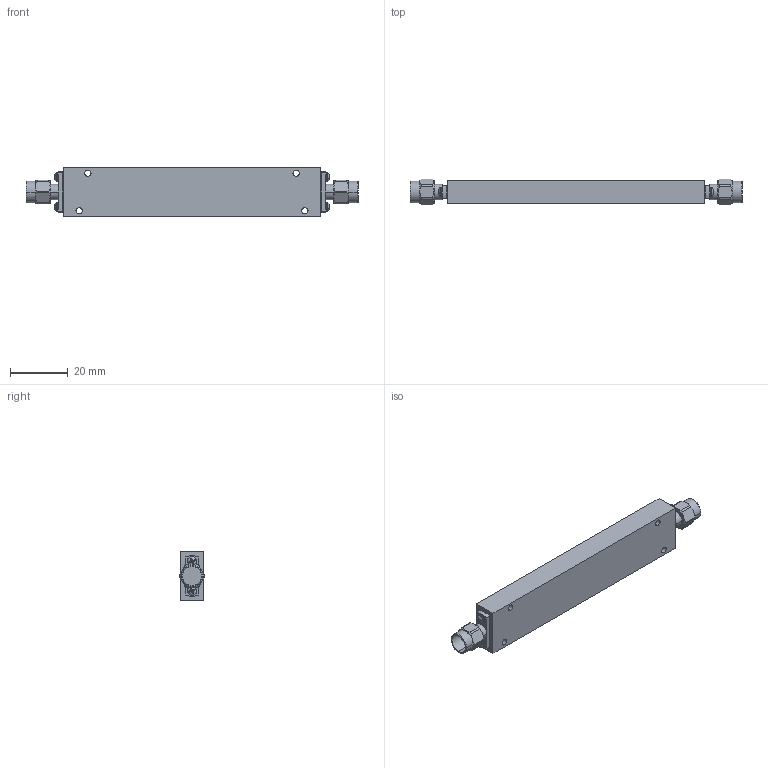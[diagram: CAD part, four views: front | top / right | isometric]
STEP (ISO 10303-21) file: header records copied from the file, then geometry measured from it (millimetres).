
FILE_DESCRIPTION (( 'STEP AP214' ), '1' );
FILE_NAME ('CF-BK-JX2, Defeatured.STEP', '2024-08-22T17:06:34', ( '' ), ( '' ), 'SwSTEP 2.0', 'SolidWorks 2021', '' );
FILE_SCHEMA (( 'AUTOMOTIVE_DESIGN' ));
Length unit declared in the file: inch
Products named in the file (1): CF-BK-JX2, Defeatured
Bounding box: 114.74 x 8.8 x 17 mm (x, y, z)
Volume: 12843.9 mm3; surface area: 6190.4 mm2
Topology: 1 solids, 3 shells, 222 faces, 564 edges, 366 vertices
Faces by surface type: plane 100, cylinder 70, torus 20, bspline 16, cone 8, sphere 8
Entity records: 10116 total; most frequent: CARTESIAN_POINT 1953, DIRECTION 1168, ORIENTED_EDGE 1128, EDGE_CURVE 564, AXIS2_PLACEMENT_3D 477, VERTEX_POINT 366, CIRCLE 270, EDGE_LOOP 256
